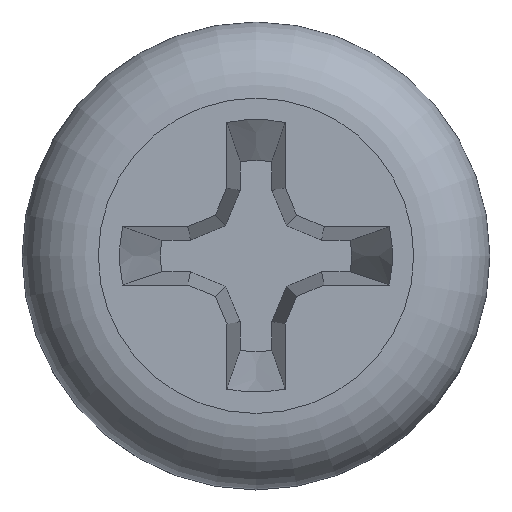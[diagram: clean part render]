
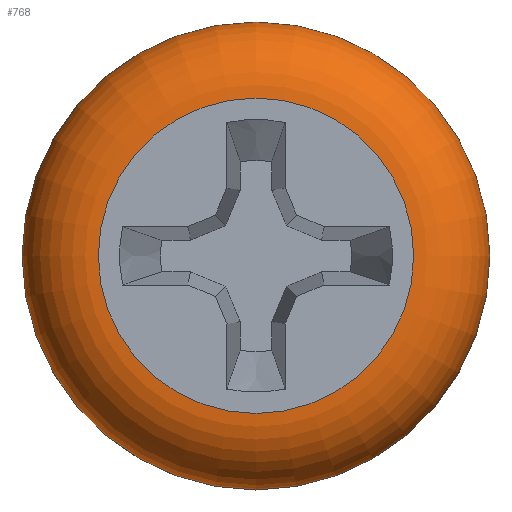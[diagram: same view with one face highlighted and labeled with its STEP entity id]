
A CAD part, top view. The second image highlights one B-rep face of the part: STEP entity #768.
In plain terms, the highlighted toroidal (fillet/blend) face has major radius 4.045 mm and minor radius 1.955 mm.
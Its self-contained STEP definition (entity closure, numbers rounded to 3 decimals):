
#40=TOROIDAL_SURFACE('',#837,4.045,1.955);
#70=FACE_OUTER_BOUND('',#112,.T.);
#112=EDGE_LOOP('',(#566,#567,#568,#569,#570,#571,#572));
#149=CIRCLE('',#838,6.);
#150=CIRCLE('',#839,6.);
#151=CIRCLE('',#840,1.955);
#152=CIRCLE('',#841,4.045);
#153=CIRCLE('',#842,4.045);
#154=CIRCLE('',#843,6.);
#342=VERTEX_POINT('',#3705);
#343=VERTEX_POINT('',#3706);
#344=VERTEX_POINT('',#3708);
#345=VERTEX_POINT('',#3710);
#346=VERTEX_POINT('',#3712);
#435=EDGE_CURVE('',#342,#343,#149,.T.);
#436=EDGE_CURVE('',#344,#342,#150,.T.);
#437=EDGE_CURVE('',#344,#345,#151,.T.);
#438=EDGE_CURVE('',#345,#346,#152,.T.);
#439=EDGE_CURVE('',#346,#345,#153,.T.);
#440=EDGE_CURVE('',#343,#344,#154,.T.);
#566=ORIENTED_EDGE('',*,*,#435,.F.);
#567=ORIENTED_EDGE('',*,*,#436,.F.);
#568=ORIENTED_EDGE('',*,*,#437,.T.);
#569=ORIENTED_EDGE('',*,*,#438,.T.);
#570=ORIENTED_EDGE('',*,*,#439,.T.);
#571=ORIENTED_EDGE('',*,*,#437,.F.);
#572=ORIENTED_EDGE('',*,*,#440,.F.);
#768=ADVANCED_FACE('',(#70),#40,.T.);
#837=AXIS2_PLACEMENT_3D('',#3704,#933,#934);
#838=AXIS2_PLACEMENT_3D('',#3707,#935,#936);
#839=AXIS2_PLACEMENT_3D('',#3709,#937,#938);
#840=AXIS2_PLACEMENT_3D('',#3711,#939,#940);
#841=AXIS2_PLACEMENT_3D('',#3713,#941,#942);
#842=AXIS2_PLACEMENT_3D('',#3714,#943,#944);
#843=AXIS2_PLACEMENT_3D('',#3715,#945,#946);
#933=DIRECTION('center_axis',(0.,0.,-1.));
#934=DIRECTION('ref_axis',(0.,1.,0.));
#935=DIRECTION('center_axis',(0.,0.,-1.));
#936=DIRECTION('ref_axis',(0.,1.,0.));
#937=DIRECTION('center_axis',(0.,0.,-1.));
#938=DIRECTION('ref_axis',(0.,1.,0.));
#939=DIRECTION('center_axis',(-1.,0.,0.));
#940=DIRECTION('ref_axis',(0.,-1.,0.));
#941=DIRECTION('center_axis',(0.,0.,-1.));
#942=DIRECTION('ref_axis',(0.,1.,0.));
#943=DIRECTION('center_axis',(0.,0.,-1.));
#944=DIRECTION('ref_axis',(0.,1.,0.));
#945=DIRECTION('center_axis',(0.,0.,-1.));
#946=DIRECTION('ref_axis',(0.,1.,0.));
#3704=CARTESIAN_POINT('Origin',(0.,0.,2.645));
#3705=CARTESIAN_POINT('',(-6.,0.,2.645));
#3706=CARTESIAN_POINT('',(6.,0.,2.645));
#3707=CARTESIAN_POINT('Origin',(0.,0.,2.645));
#3708=CARTESIAN_POINT('',(0.,-6.,2.645));
#3709=CARTESIAN_POINT('Origin',(0.,0.,2.645));
#3710=CARTESIAN_POINT('',(0.,-4.045,4.6));
#3711=CARTESIAN_POINT('Origin',(0.,-4.045,2.645));
#3712=CARTESIAN_POINT('',(0.,4.045,4.6));
#3713=CARTESIAN_POINT('Origin',(0.,0.,4.6));
#3714=CARTESIAN_POINT('Origin',(0.,0.,4.6));
#3715=CARTESIAN_POINT('Origin',(0.,0.,2.645));
